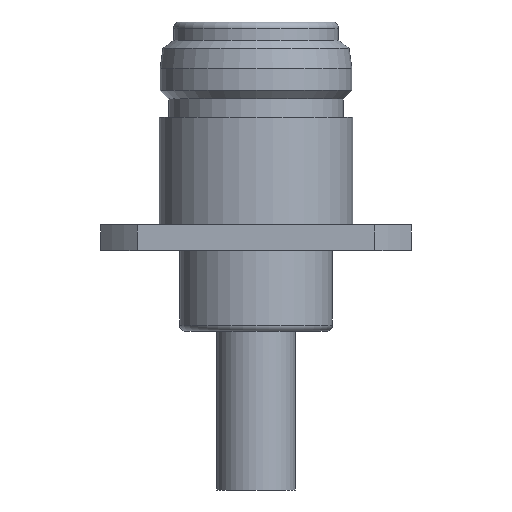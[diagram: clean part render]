
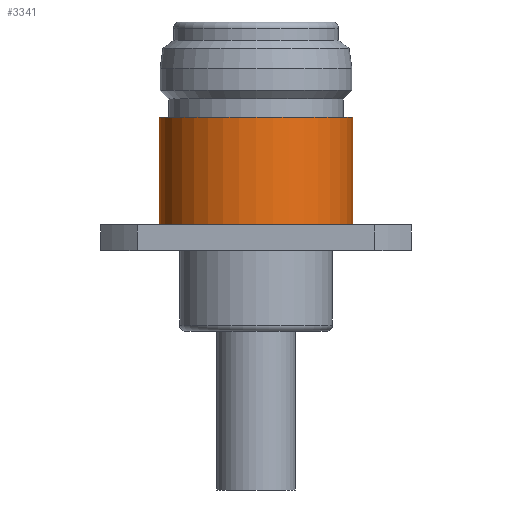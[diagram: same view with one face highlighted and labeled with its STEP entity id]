
A CAD part, front view. The second image highlights one B-rep face of the part: STEP entity #3341.
In plain terms, the highlighted cylindrical face has radius 7.925 mm (diameter 15.85 mm), a partial arc.
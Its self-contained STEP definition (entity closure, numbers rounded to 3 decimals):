
#51 = AXIS2_PLACEMENT_3D ( 'NONE', #3613, #1737, #3942 ) ;
#84 = LINE ( 'NONE', #2982, #3379 ) ;
#118 = DIRECTION ( 'NONE',  ( 0., 0., 1. ) ) ;
#135 = DIRECTION ( 'NONE',  ( 0., 0., 1. ) ) ;
#320 = CARTESIAN_POINT ( 'NONE',  ( 0., 0., 3.309 ) ) ;
#326 = EDGE_CURVE ( 'NONE', #1986, #1393, #2584, .T. ) ;
#651 = DIRECTION ( 'NONE',  ( 0., 0., 1. ) ) ;
#654 = CARTESIAN_POINT ( 'NONE',  ( -7.925, 0., -16.6 ) ) ;
#796 = CARTESIAN_POINT ( 'NONE',  ( -7.925, 0., 3.309 ) ) ;
#918 = VECTOR ( 'NONE', #3678, 1000. ) ;
#1160 = AXIS2_PLACEMENT_3D ( 'NONE', #320, #651, #3825 ) ;
#1393 = VERTEX_POINT ( 'NONE', #3709 ) ;
#1532 = ORIENTED_EDGE ( 'NONE', *, *, #3628, .F. ) ;
#1539 = EDGE_LOOP ( 'NONE', ( #3485, #3344, #4078, #1532 ) ) ;
#1737 = DIRECTION ( 'NONE',  ( 0., 0., 1. ) ) ;
#1967 = VERTEX_POINT ( 'NONE', #2315 ) ;
#1986 = VERTEX_POINT ( 'NONE', #654 ) ;
#2065 = CARTESIAN_POINT ( 'NONE',  ( 0., 0., -7.8 ) ) ;
#2206 = CIRCLE ( 'NONE', #51, 7.925 ) ;
#2315 = CARTESIAN_POINT ( 'NONE',  ( 7.925, 0., -7.8 ) ) ;
#2372 = DIRECTION ( 'NONE',  ( 1., 0., 0. ) ) ;
#2406 = VERTEX_POINT ( 'NONE', #3337 ) ;
#2409 = CYLINDRICAL_SURFACE ( 'NONE', #1160, 7.925 ) ;
#2584 = LINE ( 'NONE', #796, #918 ) ;
#2982 = CARTESIAN_POINT ( 'NONE',  ( 7.925, 0., 3.309 ) ) ;
#2989 = AXIS2_PLACEMENT_3D ( 'NONE', #2065, #135, #2372 ) ;
#3059 = EDGE_CURVE ( 'NONE', #1986, #2406, #2206, .T. ) ;
#3122 = CIRCLE ( 'NONE', #2989, 7.925 ) ;
#3337 = CARTESIAN_POINT ( 'NONE',  ( 7.925, 0., -16.6 ) ) ;
#3341 = ADVANCED_FACE ( 'NONE', ( #3550 ), #2409, .T. ) ;
#3344 = ORIENTED_EDGE ( 'NONE', *, *, #3059, .T. ) ;
#3379 = VECTOR ( 'NONE', #118, 1000. ) ;
#3485 = ORIENTED_EDGE ( 'NONE', *, *, #326, .F. ) ;
#3550 = FACE_OUTER_BOUND ( 'NONE', #1539, .T. ) ;
#3613 = CARTESIAN_POINT ( 'NONE',  ( 0., 0., -16.6 ) ) ;
#3628 = EDGE_CURVE ( 'NONE', #1393, #1967, #3122, .T. ) ;
#3678 = DIRECTION ( 'NONE',  ( 0., 0., 1. ) ) ;
#3709 = CARTESIAN_POINT ( 'NONE',  ( -7.925, 0., -7.8 ) ) ;
#3825 = DIRECTION ( 'NONE',  ( 1., 0., 0. ) ) ;
#3942 = DIRECTION ( 'NONE',  ( 1., 0., 0. ) ) ;
#4078 = ORIENTED_EDGE ( 'NONE', *, *, #4103, .T. ) ;
#4103 = EDGE_CURVE ( 'NONE', #2406, #1967, #84, .T. ) ;
